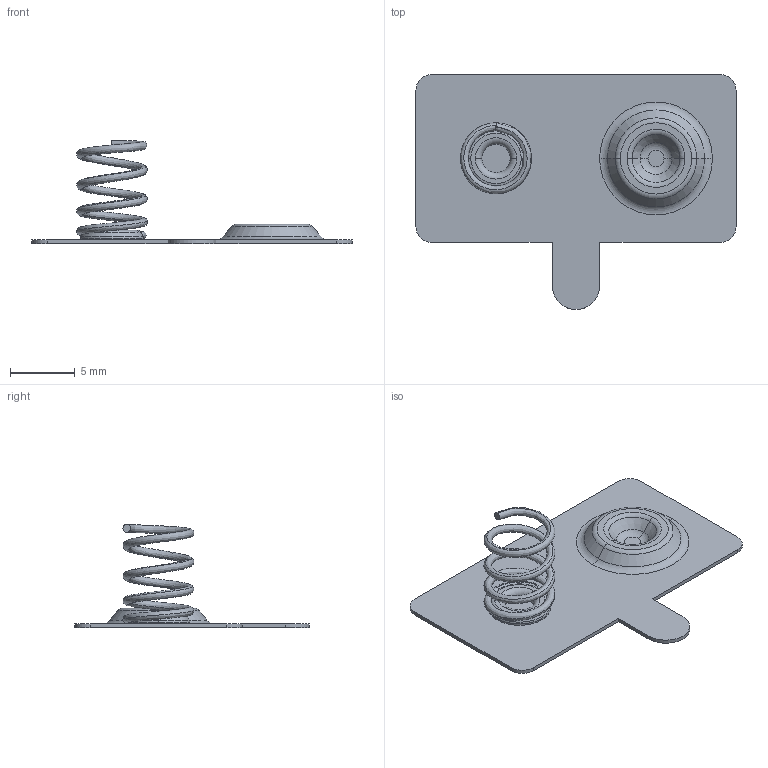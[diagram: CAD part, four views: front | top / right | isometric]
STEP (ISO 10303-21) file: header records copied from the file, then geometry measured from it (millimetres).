
FILE_DESCRIPTION (( 'STEP AP214' ), '1' );
FILE_NAME ('SN-T5-4.STEP', '2020-02-07T08:23:09', ( '' ), ( '' ), 'SwSTEP 2.0', 'SolidWorks 2017', '' );
FILE_SCHEMA (( 'AUTOMOTIVE_DESIGN' ));
Length unit declared in the file: millimetre
Products named in the file (1): SN-T5-4
Bounding box: 24.8 x 18.2 x 8 mm (x, y, z)
Volume: 134.2 mm3; surface area: 860.2 mm2
Topology: 1 solids, 1 shells, 63 faces, 146 edges, 91 vertices
Faces by surface type: torus 23, plane 16, cone 11, cylinder 9, bspline 4
Entity records: 3717 total; most frequent: CARTESIAN_POINT 2228, DIRECTION 331, ORIENTED_EDGE 292, EDGE_CURVE 146, AXIS2_PLACEMENT_3D 146, VERTEX_POINT 91, CIRCLE 86, EDGE_LOOP 69
